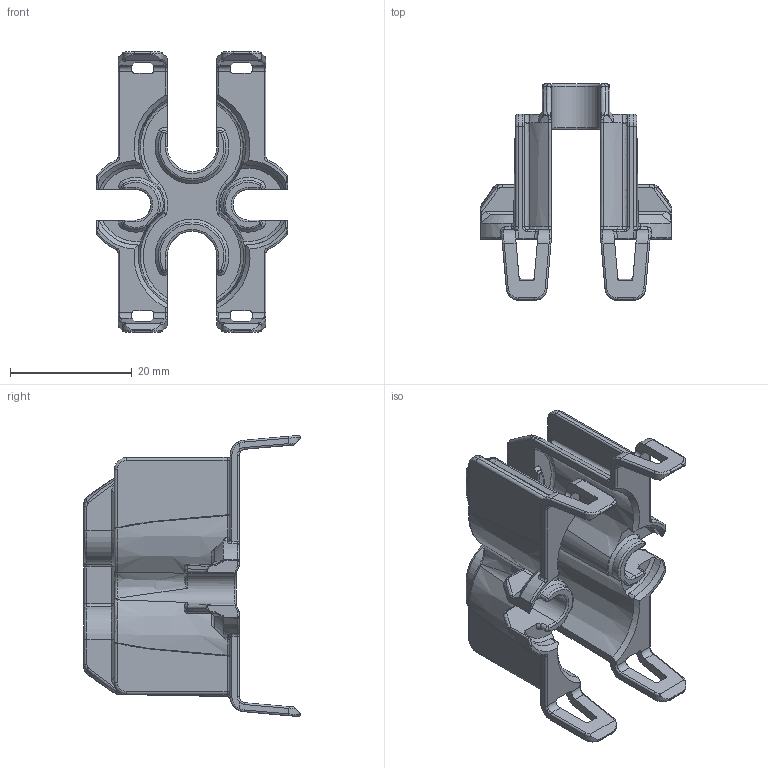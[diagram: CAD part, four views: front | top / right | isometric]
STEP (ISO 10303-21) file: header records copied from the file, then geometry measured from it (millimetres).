
FILE_DESCRIPTION((''),'2;1');
FILE_NAME('SC38-2006A-B003_NCF_ASM','2020-04-14T09:30:25',('jwisneski'),(''),'CREO PARAMETRIC BY PTC INC, 2017110','CREO PARAMETRIC BY PTC INC, 2017110','');
FILE_SCHEMA(('CONFIG_CONTROL_DESIGN'));
Length unit declared in the file: millimetre
Products named in the file (2): PC38-2006A-B003_NCF; SC38-2006A-B003_NCF_ASM
Assembly tree (1 placements, depth 2):
  SC38-2006A-B003_NCF_ASM
    PC38-2006A-B003_NCF
Bounding box: 31.44 x 35.5 x 46.16 mm (x, y, z)
Volume: 5331.9 mm3; surface area: 7187.8 mm2
Topology: 1 solids, 1 shells, 687 faces, 1751 edges, 1054 vertices
Faces by surface type: bspline 189, cylinder 185, plane 120, torus 107, cone 74, sphere 12
Entity records: 30304 total; most frequent: CARTESIAN_POINT 15373, ORIENTED_EDGE 3494, DIRECTION 2690, EDGE_CURVE 1747, AXIS2_PLACEMENT_3D 1121, VERTEX_POINT 1054, EDGE_LOOP 687, FACE_OUTER_BOUND 687
